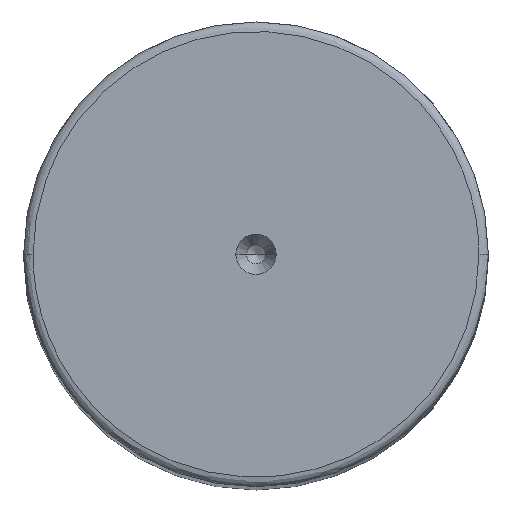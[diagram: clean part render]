
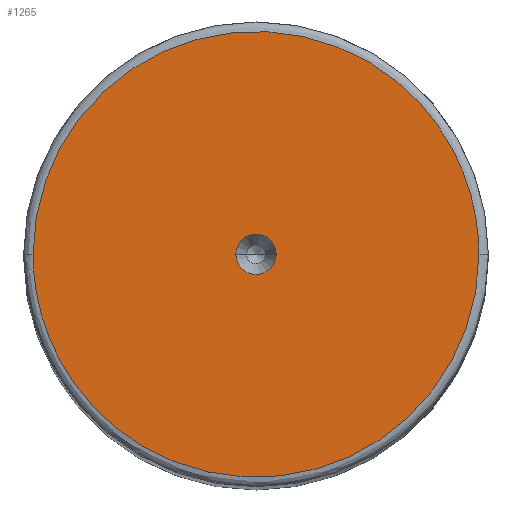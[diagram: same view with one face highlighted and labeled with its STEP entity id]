
A CAD part, top view. The second image highlights one B-rep face of the part: STEP entity #1265.
In plain terms, the highlighted planar face has unit normal (0, 0, 1).
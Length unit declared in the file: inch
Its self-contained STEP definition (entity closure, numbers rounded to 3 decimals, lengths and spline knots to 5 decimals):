
#50 = VERTEX_POINT ( 'NONE', #3821 ) ;
#507 = EDGE_CURVE ( 'NONE', #50, #1754, #2663, .T. ) ;
#548 = DIRECTION ( 'NONE',  ( 1., 0., 0. ) ) ;
#566 = DIRECTION ( 'NONE',  ( 0., 0., -1. ) ) ;
#847 = CARTESIAN_POINT ( 'NONE',  ( -4.61172, -4.12911, 11.15894 ) ) ;
#871 = CARTESIAN_POINT ( 'NONE',  ( -4.61172, -0.42832, 11.15894 ) ) ;
#921 = EDGE_CURVE ( 'NONE', #3539, #3666, #1574, .T. ) ;
#931 = EDGE_LOOP ( 'NONE', ( #3803, #2780 ) ) ;
#1000 = CARTESIAN_POINT ( 'NONE',  ( -2.92865, -0.42832, 11.15894 ) ) ;
#1265 = ADVANCED_FACE ( 'NONE', ( #2465, #1644 ), #3808, .T. ) ;
#1287 = EDGE_CURVE ( 'NONE', #3666, #3539, #3655, .T. ) ;
#1574 =( BOUNDED_CURVE ( )  B_SPLINE_CURVE ( 3, ( #2248, #3156, #3432, #3910 ),
 .UNSPECIFIED., .F., .F. ) 
 B_SPLINE_CURVE_WITH_KNOTS ( ( 4, 4 ),
 ( 0., 1. ),
 .UNSPECIFIED. ) 
 CURVE ( )  GEOMETRIC_REPRESENTATION_ITEM ( )  RATIONAL_B_SPLINE_CURVE ( ( 1., 0.333, 0.333, 1. ) ) 
 REPRESENTATION_ITEM ( '' )  );
#1614 = ORIENTED_EDGE ( 'NONE', *, *, #507, .T. ) ;
#1644 = FACE_OUTER_BOUND ( 'NONE', #931, .T. ) ;
#1754 = VERTEX_POINT ( 'NONE', #1000 ) ;
#1824 = DIRECTION ( 'NONE',  ( 0., 0., -1. ) ) ;
#2061 = CARTESIAN_POINT ( 'NONE',  ( -4.61172, -0.42832, 11.15894 ) ) ;
#2149 = CARTESIAN_POINT ( 'NONE',  ( -0.91094, -0.42832, 11.15894 ) ) ;
#2248 = CARTESIAN_POINT ( 'NONE',  ( -4.61172, -0.42832, 11.15894 ) ) ;
#2281 = AXIS2_PLACEMENT_3D ( 'NONE', #2675, #1824, #3046 ) ;
#2395 = CARTESIAN_POINT ( 'NONE',  ( -2.76133, -0.42832, 11.15894 ) ) ;
#2445 = AXIS2_PLACEMENT_3D ( 'NONE', #3789, #3902, #548 ) ;
#2465 = FACE_BOUND ( 'NONE', #3364, .T. ) ;
#2663 = CIRCLE ( 'NONE', #2281, 0.16732 ) ;
#2675 = CARTESIAN_POINT ( 'NONE',  ( -2.76133, -0.42832, 11.15894 ) ) ;
#2711 = DIRECTION ( 'NONE',  ( 1., 0., 0. ) ) ;
#2780 = ORIENTED_EDGE ( 'NONE', *, *, #1287, .F. ) ;
#3046 = DIRECTION ( 'NONE',  ( 1., 0., 0. ) ) ;
#3083 = CIRCLE ( 'NONE', #3173, 0.16732 ) ;
#3156 = CARTESIAN_POINT ( 'NONE',  ( -4.61172, 3.27247, 11.15894 ) ) ;
#3173 = AXIS2_PLACEMENT_3D ( 'NONE', #2395, #566, #2711 ) ;
#3204 = CARTESIAN_POINT ( 'NONE',  ( -0.91094, -4.12911, 11.15894 ) ) ;
#3243 = ORIENTED_EDGE ( 'NONE', *, *, #3602, .T. ) ;
#3364 = EDGE_LOOP ( 'NONE', ( #1614, #3243 ) ) ;
#3432 = CARTESIAN_POINT ( 'NONE',  ( -0.91094, 3.27247, 11.15894 ) ) ;
#3539 = VERTEX_POINT ( 'NONE', #2061 ) ;
#3602 = EDGE_CURVE ( 'NONE', #1754, #50, #3083, .T. ) ;
#3655 =( BOUNDED_CURVE ( )  B_SPLINE_CURVE ( 3, ( #3819, #3204, #847, #871 ),
 .UNSPECIFIED., .F., .F. ) 
 B_SPLINE_CURVE_WITH_KNOTS ( ( 4, 4 ),
 ( 0., 1. ),
 .UNSPECIFIED. ) 
 CURVE ( )  GEOMETRIC_REPRESENTATION_ITEM ( )  RATIONAL_B_SPLINE_CURVE ( ( 1., 0.333, 0.333, 1. ) ) 
 REPRESENTATION_ITEM ( '' )  );
#3666 = VERTEX_POINT ( 'NONE', #2149 ) ;
#3789 = CARTESIAN_POINT ( 'NONE',  ( -4.92668, -2.59368, 11.15894 ) ) ;
#3803 = ORIENTED_EDGE ( 'NONE', *, *, #921, .F. ) ;
#3808 = PLANE ( 'NONE',  #2445 ) ;
#3819 = CARTESIAN_POINT ( 'NONE',  ( -0.91094, -0.42832, 11.15894 ) ) ;
#3821 = CARTESIAN_POINT ( 'NONE',  ( -2.59401, -0.42832, 11.15894 ) ) ;
#3902 = DIRECTION ( 'NONE',  ( 0., 0., 1. ) ) ;
#3910 = CARTESIAN_POINT ( 'NONE',  ( -0.91094, -0.42832, 11.15894 ) ) ;
